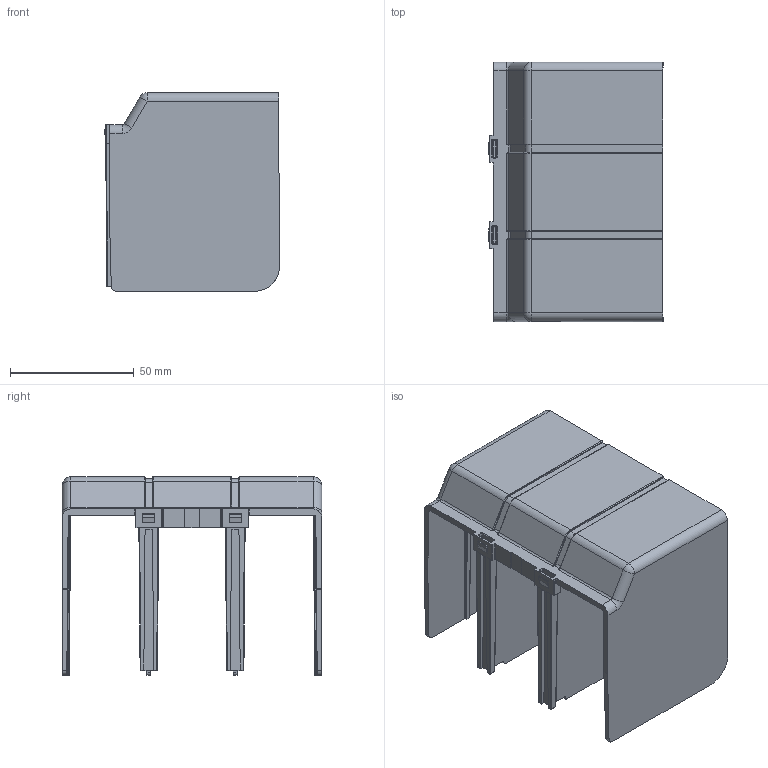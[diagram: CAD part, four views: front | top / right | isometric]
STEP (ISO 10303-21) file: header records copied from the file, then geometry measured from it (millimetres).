
FILE_DESCRIPTION(/* description */ (''),/* implementation_level */ '2;1');
FILE_NAME(/* name */ 'FILE_STP_CAD_DRAWING_3d_BFX835_prt.stp',/* time_stamp */ '2022-09-07T13:37:09+02:00',/* author */ (''),/* organization */ (''),/* preprocessor_version */ 'ST-DEVELOPER v16.7',/* originating_system */ 'SIEMENS PLM Software NX 12.0',/* authorisation */ '');
FILE_SCHEMA (('AUTOMOTIVE_DESIGN { 1 0 10303 214 3 1 1 1 }'));
Length unit declared in the file: millimetre
Products named in the file (1): 3d_BFX835
Bounding box: 70.75 x 105 x 80.3 mm (x, y, z)
Surface area: 61459.6 mm2 (no closed solid volume)
Topology: 0 solids, 1 shells, 300 faces, 792 edges, 481 vertices
Faces by surface type: cylinder 136, plane 116, bspline 18, sphere 16, torus 14
Entity records: 9481 total; most frequent: CARTESIAN_POINT 2021, DIRECTION 1616, ORIENTED_EDGE 1544, EDGE_CURVE 776, AXIS2_PLACEMENT_3D 580, VERTEX_POINT 480, LINE 456, VECTOR 456
